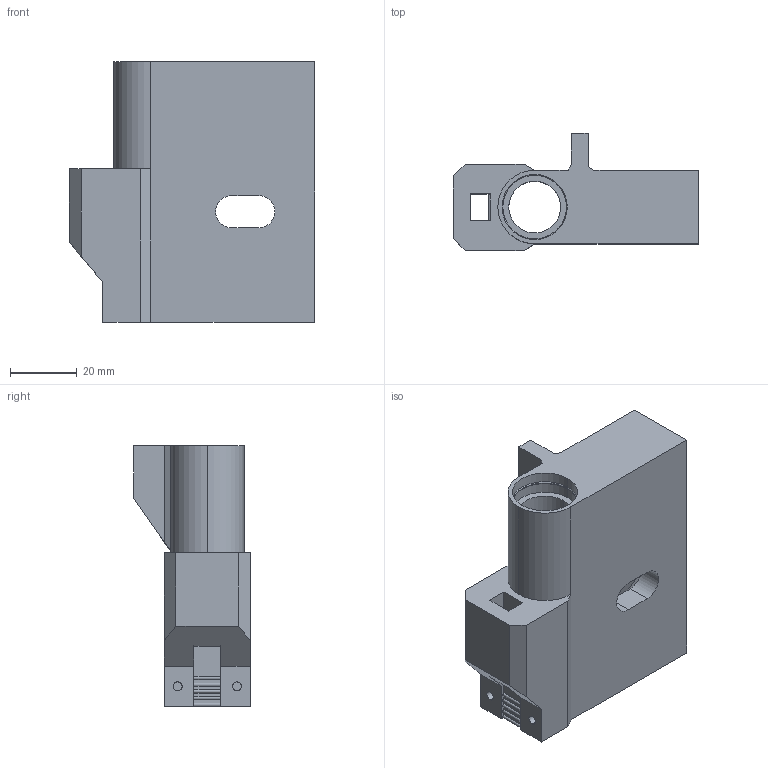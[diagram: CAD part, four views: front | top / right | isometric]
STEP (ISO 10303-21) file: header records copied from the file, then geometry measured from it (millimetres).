
FILE_DESCRIPTION (( 'STEP AP203' ), '1' );
FILE_NAME ('A51Z X-Gantry Right (300mm).STEP', '2019-01-01T17:49:08', ( '' ), ( '' ), 'SwSTEP 2.0', 'SolidWorks 2018', '' );
FILE_SCHEMA (( 'CONFIG_CONTROL_DESIGN' ));
Length unit declared in the file: millimetre
Products named in the file (1): A51Z X-Gantry Right (300mm)
Bounding box: 73.28 x 34.88 x 78 mm (x, y, z)
Volume: 82511.5 mm3; surface area: 25784.6 mm2
Topology: 1 solids, 1 shells, 101 faces, 272 edges, 174 vertices
Faces by surface type: plane 49, cylinder 34, cone 10, torus 8
Entity records: 3485 total; most frequent: CARTESIAN_POINT 824, ORIENTED_EDGE 544, DIRECTION 540, EDGE_CURVE 272, AXIS2_PLACEMENT_3D 188, VERTEX_POINT 174, LINE 164, VECTOR 164
